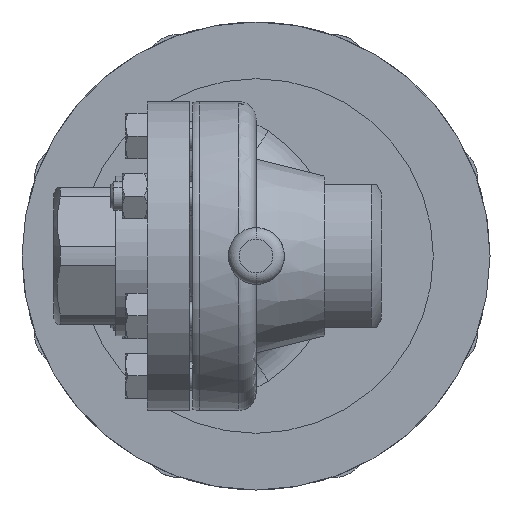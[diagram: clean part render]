
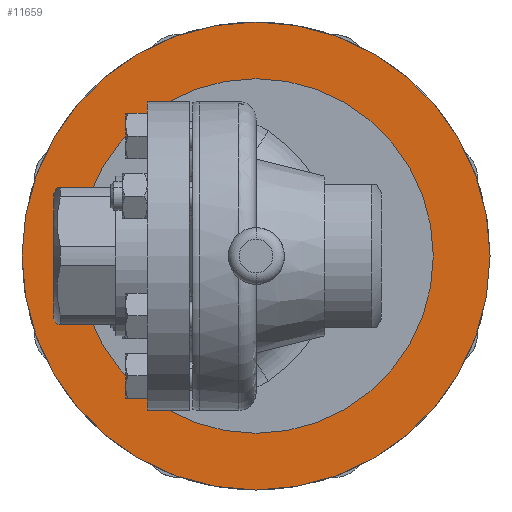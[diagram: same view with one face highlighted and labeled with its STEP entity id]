
A CAD part, front view. The second image highlights one B-rep face of the part: STEP entity #11659.
In plain terms, the highlighted planar face has unit normal (0, -1, 0).
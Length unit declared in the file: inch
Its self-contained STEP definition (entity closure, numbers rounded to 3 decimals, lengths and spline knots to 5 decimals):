
#426 = DIRECTION ( 'NONE',  ( 0., 1., 0. ) ) ;
#632 = CARTESIAN_POINT ( 'NONE',  ( 0., 2.05, -2.56 ) ) ;
#727 = CIRCLE ( 'NONE', #12446, 2.56 ) ;
#770 = DIRECTION ( 'NONE',  ( 0., 1., 0. ) ) ;
#841 = EDGE_CURVE ( 'NONE', #4259, #6895, #727, .T. ) ;
#1233 = DIRECTION ( 'NONE',  ( 0., 0., 1. ) ) ;
#1333 = AXIS2_PLACEMENT_3D ( 'NONE', #7844, #7946, #1233 ) ;
#3082 = CARTESIAN_POINT ( 'NONE',  ( 0., 2.05, 0. ) ) ;
#3095 = DIRECTION ( 'NONE',  ( 0., -1., 0. ) ) ;
#3282 = ORIENTED_EDGE ( 'NONE', *, *, #8434, .F. ) ;
#3517 = EDGE_CURVE ( 'NONE', #6895, #4259, #5776, .T. ) ;
#3722 = FACE_BOUND ( 'NONE', #6932, .T. ) ;
#3727 = ORIENTED_EDGE ( 'NONE', *, *, #841, .F. ) ;
#4195 = CARTESIAN_POINT ( 'NONE',  ( 0., 2.05, 0. ) ) ;
#4259 = VERTEX_POINT ( 'NONE', #632 ) ;
#4339 = DIRECTION ( 'NONE',  ( 0., 0., -1. ) ) ;
#4371 = ORIENTED_EDGE ( 'NONE', *, *, #3517, .F. ) ;
#5467 = ORIENTED_EDGE ( 'NONE', *, *, #8491, .F. ) ;
#5511 = CIRCLE ( 'NONE', #9453, 1.94 ) ;
#5776 = CIRCLE ( 'NONE', #9286, 2.56 ) ;
#6243 = VERTEX_POINT ( 'NONE', #7003 ) ;
#6415 = DIRECTION ( 'NONE',  ( 0., 0., 1. ) ) ;
#6725 = CARTESIAN_POINT ( 'NONE',  ( 0., 2.05, 2.56 ) ) ;
#6844 = FACE_OUTER_BOUND ( 'NONE', #11031, .T. ) ;
#6895 = VERTEX_POINT ( 'NONE', #6725 ) ;
#6932 = EDGE_LOOP ( 'NONE', ( #3282, #5467 ) ) ;
#7003 = CARTESIAN_POINT ( 'NONE',  ( 0., 2.05, 1.94 ) ) ;
#7133 = DIRECTION ( 'NONE',  ( 0., 0., 1. ) ) ;
#7844 = CARTESIAN_POINT ( 'NONE',  ( -2.565, 2.05, 0. ) ) ;
#7946 = DIRECTION ( 'NONE',  ( 0., 1., 0. ) ) ;
#8434 = EDGE_CURVE ( 'NONE', #12741, #6243, #13693, .T. ) ;
#8491 = EDGE_CURVE ( 'NONE', #6243, #12741, #5511, .T. ) ;
#8649 = CARTESIAN_POINT ( 'NONE',  ( 0., 2.05, 0. ) ) ;
#9286 = AXIS2_PLACEMENT_3D ( 'NONE', #3082, #770, #6415 ) ;
#9453 = AXIS2_PLACEMENT_3D ( 'NONE', #8649, #3095, #9696 ) ;
#9696 = DIRECTION ( 'NONE',  ( 0., 0., -1. ) ) ;
#9834 = DIRECTION ( 'NONE',  ( 0., -1., 0. ) ) ;
#11031 = EDGE_LOOP ( 'NONE', ( #3727, #4371 ) ) ;
#11148 = CARTESIAN_POINT ( 'NONE',  ( 0., 2.05, -1.94 ) ) ;
#11220 = AXIS2_PLACEMENT_3D ( 'NONE', #4195, #9834, #4339 ) ;
#11659 = ADVANCED_FACE ( 'NONE', ( #3722, #6844 ), #13493, .F. ) ;
#12446 = AXIS2_PLACEMENT_3D ( 'NONE', #13809, #426, #7133 ) ;
#12741 = VERTEX_POINT ( 'NONE', #11148 ) ;
#13493 = PLANE ( 'NONE',  #1333 ) ;
#13693 = CIRCLE ( 'NONE', #11220, 1.94 ) ;
#13809 = CARTESIAN_POINT ( 'NONE',  ( 0., 2.05, 0. ) ) ;
